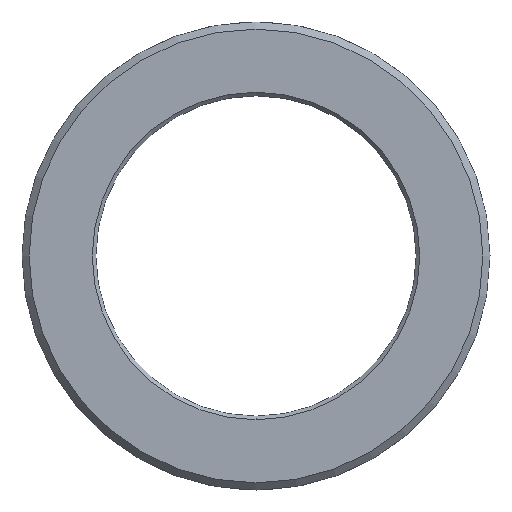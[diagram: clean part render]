
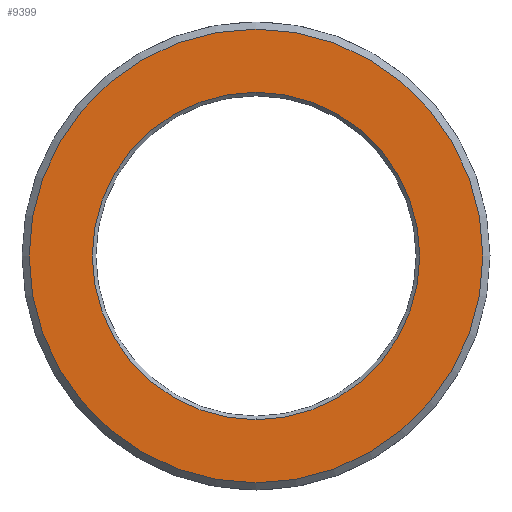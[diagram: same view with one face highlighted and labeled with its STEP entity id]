
A CAD part, front view. The second image highlights one B-rep face of the part: STEP entity #9399.
In plain terms, the highlighted planar face has unit normal (0, -1, 0).
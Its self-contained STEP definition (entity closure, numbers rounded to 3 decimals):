
#469 = CIRCLE ( 'NONE', #12393, 12.75 ) ;
#1369 = CIRCLE ( 'NONE', #10776, 12.75 ) ;
#1436 = CARTESIAN_POINT ( 'NONE',  ( 0., 0., 0. ) ) ;
#2279 = CIRCLE ( 'NONE', #8240, 9.2 ) ;
#2453 = EDGE_CURVE ( 'NONE', #6107, #10577, #7341, .T. ) ;
#3245 = DIRECTION ( 'NONE',  ( 0., 0., 1. ) ) ;
#3451 = AXIS2_PLACEMENT_3D ( 'NONE', #1436, #5807, #11348 ) ;
#3747 = ORIENTED_EDGE ( 'NONE', *, *, #8607, .T. ) ;
#4146 = CARTESIAN_POINT ( 'NONE',  ( 0., 0., 0. ) ) ;
#4932 = DIRECTION ( 'NONE',  ( 0., -1., 0. ) ) ;
#5807 = DIRECTION ( 'NONE',  ( 0., 1., 0. ) ) ;
#6107 = VERTEX_POINT ( 'NONE', #6999 ) ;
#6117 = EDGE_LOOP ( 'NONE', ( #3747, #6982 ) ) ;
#6357 = DIRECTION ( 'NONE',  ( 0., 0., 1. ) ) ;
#6599 = CARTESIAN_POINT ( 'NONE',  ( 0., 0., -9.2 ) ) ;
#6616 = FACE_BOUND ( 'NONE', #6117, .T. ) ;
#6846 = CARTESIAN_POINT ( 'NONE',  ( 0., 0., -12.75 ) ) ;
#6982 = ORIENTED_EDGE ( 'NONE', *, *, #2453, .T. ) ;
#6999 = CARTESIAN_POINT ( 'NONE',  ( 0., 0., 9.2 ) ) ;
#7170 = DIRECTION ( 'NONE',  ( 0., 0., 1. ) ) ;
#7341 = CIRCLE ( 'NONE', #3451, 9.2 ) ;
#7766 = DIRECTION ( 'NONE',  ( 0., -1., 0. ) ) ;
#7848 = DIRECTION ( 'NONE',  ( 0., 1., 0. ) ) ;
#8225 = ORIENTED_EDGE ( 'NONE', *, *, #9397, .T. ) ;
#8240 = AXIS2_PLACEMENT_3D ( 'NONE', #4146, #8532, #6357 ) ;
#8532 = DIRECTION ( 'NONE',  ( 0., 1., 0. ) ) ;
#8607 = EDGE_CURVE ( 'NONE', #10577, #6107, #2279, .T. ) ;
#9042 = VERTEX_POINT ( 'NONE', #6846 ) ;
#9194 = CARTESIAN_POINT ( 'NONE',  ( 0., 0., 0. ) ) ;
#9397 = EDGE_CURVE ( 'NONE', #9042, #11513, #1369, .T. ) ;
#9399 = ADVANCED_FACE ( 'NONE', ( #6616, #9991 ), #10061, .F. ) ;
#9991 = FACE_OUTER_BOUND ( 'NONE', #12688, .T. ) ;
#10061 = PLANE ( 'NONE',  #10083 ) ;
#10083 = AXIS2_PLACEMENT_3D ( 'NONE', #12287, #7848, #10869 ) ;
#10577 = VERTEX_POINT ( 'NONE', #6599 ) ;
#10732 = EDGE_CURVE ( 'NONE', #11513, #9042, #469, .T. ) ;
#10776 = AXIS2_PLACEMENT_3D ( 'NONE', #13228, #7766, #3245 ) ;
#10869 = DIRECTION ( 'NONE',  ( 1., 0., 0. ) ) ;
#11348 = DIRECTION ( 'NONE',  ( 0., 0., 1. ) ) ;
#11513 = VERTEX_POINT ( 'NONE', #13870 ) ;
#12287 = CARTESIAN_POINT ( 'NONE',  ( 0., 0., 0. ) ) ;
#12393 = AXIS2_PLACEMENT_3D ( 'NONE', #9194, #4932, #7170 ) ;
#12688 = EDGE_LOOP ( 'NONE', ( #13690, #8225 ) ) ;
#13228 = CARTESIAN_POINT ( 'NONE',  ( 0., 0., 0. ) ) ;
#13690 = ORIENTED_EDGE ( 'NONE', *, *, #10732, .T. ) ;
#13870 = CARTESIAN_POINT ( 'NONE',  ( 0., 0., 12.75 ) ) ;
